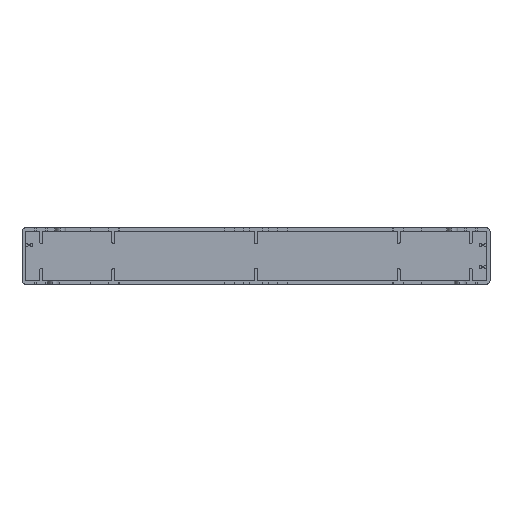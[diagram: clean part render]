
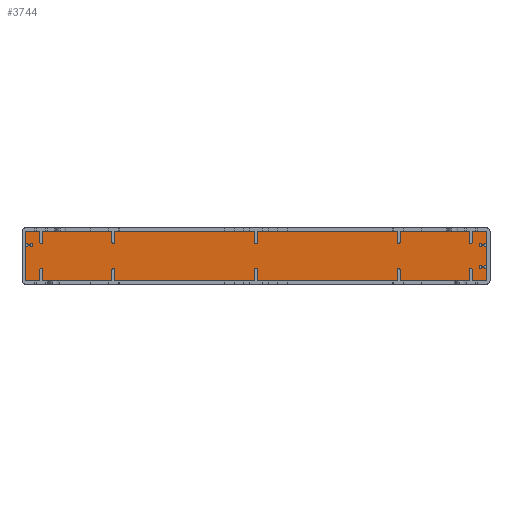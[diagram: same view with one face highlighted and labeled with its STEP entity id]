
A CAD part, front view. The second image highlights one B-rep face of the part: STEP entity #3744.
In plain terms, the highlighted face is planar.
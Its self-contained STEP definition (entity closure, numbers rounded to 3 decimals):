
#12 = CIRCLE ( 'NONE', #5346, 0.25 ) ;
#23 = ORIENTED_EDGE ( 'NONE', *, *, #2779, .T. ) ;
#105 = CARTESIAN_POINT ( 'NONE',  ( -37.166, -1.75, 0. ) ) ;
#121 = DIRECTION ( 'NONE',  ( 0., 0., -1. ) ) ;
#199 = CARTESIAN_POINT ( 'NONE',  ( -36.166, -1.75, 0. ) ) ;
#217 = ORIENTED_EDGE ( 'NONE', *, *, #5441, .T. ) ;
#236 = CARTESIAN_POINT ( 'NONE',  ( -36.666, 1.75, 0. ) ) ;
#333 = CARTESIAN_POINT ( 'NONE',  ( -36.416, 1.75, 0. ) ) ;
#457 = CARTESIAN_POINT ( 'NONE',  ( -37.416, 4., 0. ) ) ;
#511 = VERTEX_POINT ( 'NONE', #2625 ) ;
#622 = ORIENTED_EDGE ( 'NONE', *, *, #3444, .T. ) ;
#639 = EDGE_CURVE ( 'NONE', #5801, #3524, #2416, .T. ) ;
#652 = EDGE_CURVE ( 'NONE', #511, #704, #6031, .T. ) ;
#669 = DIRECTION ( 'NONE',  ( 0., 0., -1. ) ) ;
#704 = VERTEX_POINT ( 'NONE', #5896 ) ;
#841 = ORIENTED_EDGE ( 'NONE', *, *, #639, .F. ) ;
#983 = CIRCLE ( 'NONE', #4130, 0.25 ) ;
#1104 = CARTESIAN_POINT ( 'NONE',  ( 36.334, -1.75, 0. ) ) ;
#1108 = AXIS2_PLACEMENT_3D ( 'NONE', #4854, #2466, #4741 ) ;
#1147 = CARTESIAN_POINT ( 'NONE',  ( -36.916, 1.75, 0. ) ) ;
#1180 = DIRECTION ( 'NONE',  ( -1., 0., 0. ) ) ;
#1187 = VERTEX_POINT ( 'NONE', #3021 ) ;
#1266 = CIRCLE ( 'NONE', #6143, 0.25 ) ;
#1386 = FACE_BOUND ( 'NONE', #7156, .T. ) ;
#1496 = ORIENTED_EDGE ( 'NONE', *, *, #2071, .T. ) ;
#1501 = VERTEX_POINT ( 'NONE', #236 ) ;
#1533 = DIRECTION ( 'NONE',  ( -1., 0., 0. ) ) ;
#1648 = DIRECTION ( 'NONE',  ( -1., 0., 0. ) ) ;
#1670 = VERTEX_POINT ( 'NONE', #3527 ) ;
#1816 = CIRCLE ( 'NONE', #2542, 0.25 ) ;
#1825 = CARTESIAN_POINT ( 'NONE',  ( -36.416, -1.75, 0. ) ) ;
#1872 = FACE_BOUND ( 'NONE', #4747, .T. ) ;
#1887 = CARTESIAN_POINT ( 'NONE',  ( -37.416, -4., 0. ) ) ;
#1946 = AXIS2_PLACEMENT_3D ( 'NONE', #6691, #3669, #1988 ) ;
#1988 = DIRECTION ( 'NONE',  ( 1., 0., 0. ) ) ;
#1991 = CIRCLE ( 'NONE', #4296, 0.25 ) ;
#2071 = EDGE_CURVE ( 'NONE', #7277, #6229, #2352, .T. ) ;
#2105 = VERTEX_POINT ( 'NONE', #3691 ) ;
#2109 = LINE ( 'NONE', #5577, #3780 ) ;
#2125 = EDGE_LOOP ( 'NONE', ( #1496, #6369 ) ) ;
#2143 = EDGE_LOOP ( 'NONE', ( #6211, #3367 ) ) ;
#2264 = DIRECTION ( 'NONE',  ( 0., 0., -1. ) ) ;
#2273 = CARTESIAN_POINT ( 'NONE',  ( -37.416, 4., 0. ) ) ;
#2322 = ORIENTED_EDGE ( 'NONE', *, *, #3723, .T. ) ;
#2352 = CIRCLE ( 'NONE', #3934, 0.25 ) ;
#2392 = VERTEX_POINT ( 'NONE', #2931 ) ;
#2416 = LINE ( 'NONE', #4738, #5673 ) ;
#2455 = VERTEX_POINT ( 'NONE', #1147 ) ;
#2466 = DIRECTION ( 'NONE',  ( 0., 0., -1. ) ) ;
#2521 = FACE_BOUND ( 'NONE', #5166, .T. ) ;
#2542 = AXIS2_PLACEMENT_3D ( 'NONE', #3535, #5856, #4277 ) ;
#2556 = FACE_BOUND ( 'NONE', #2143, .T. ) ;
#2625 = CARTESIAN_POINT ( 'NONE',  ( -37.416, -1.75, 0. ) ) ;
#2677 = DIRECTION ( 'NONE',  ( 0., -1., 0. ) ) ;
#2779 = EDGE_CURVE ( 'NONE', #4149, #7269, #1991, .T. ) ;
#2831 = CIRCLE ( 'NONE', #5378, 0.25 ) ;
#2854 = LINE ( 'NONE', #2273, #7352 ) ;
#2924 = CARTESIAN_POINT ( 'NONE',  ( 36.584, 4., 0. ) ) ;
#2931 = CARTESIAN_POINT ( 'NONE',  ( 36.584, -1.75, 0. ) ) ;
#2952 = AXIS2_PLACEMENT_3D ( 'NONE', #5571, #3914, #5714 ) ;
#2959 = EDGE_CURVE ( 'NONE', #2105, #2455, #1266, .T. ) ;
#3021 = CARTESIAN_POINT ( 'NONE',  ( -37.416, -4., 0. ) ) ;
#3104 = AXIS2_PLACEMENT_3D ( 'NONE', #105, #669, #1180 ) ;
#3131 = FACE_BOUND ( 'NONE', #2125, .T. ) ;
#3197 = CIRCLE ( 'NONE', #2952, 0.25 ) ;
#3257 = EDGE_CURVE ( 'NONE', #2392, #4968, #5495, .T. ) ;
#3367 = ORIENTED_EDGE ( 'NONE', *, *, #3257, .T. ) ;
#3428 = DIRECTION ( 'NONE',  ( -1., 0., 0. ) ) ;
#3444 = EDGE_CURVE ( 'NONE', #3766, #1501, #7454, .T. ) ;
#3524 = VERTEX_POINT ( 'NONE', #2924 ) ;
#3527 = CARTESIAN_POINT ( 'NONE',  ( 36.584, -4., 0. ) ) ;
#3535 = CARTESIAN_POINT ( 'NONE',  ( 35.584, -1.75, 0. ) ) ;
#3561 = ORIENTED_EDGE ( 'NONE', *, *, #2959, .T. ) ;
#3571 = CARTESIAN_POINT ( 'NONE',  ( -36.666, -1.75, 0. ) ) ;
#3584 = DIRECTION ( 'NONE',  ( 1., 0., 0. ) ) ;
#3654 = ORIENTED_EDGE ( 'NONE', *, *, #4519, .T. ) ;
#3669 = DIRECTION ( 'NONE',  ( 0., 0., 1. ) ) ;
#3691 = CARTESIAN_POINT ( 'NONE',  ( -37.416, 1.75, 0. ) ) ;
#3723 = EDGE_CURVE ( 'NONE', #704, #511, #983, .T. ) ;
#3744 = ADVANCED_FACE ( 'NONE', ( #1872, #3131, #1386, #4339, #2556, #2521, #4796 ), #4873, .T. ) ;
#3766 = VERTEX_POINT ( 'NONE', #4227 ) ;
#3780 = VECTOR ( 'NONE', #2677, 1000. ) ;
#3799 = ORIENTED_EDGE ( 'NONE', *, *, #3827, .F. ) ;
#3827 = EDGE_CURVE ( 'NONE', #3524, #1670, #2109, .T. ) ;
#3899 = CARTESIAN_POINT ( 'NONE',  ( 36.084, -1.75, 0. ) ) ;
#3914 = DIRECTION ( 'NONE',  ( 0., 0., -1. ) ) ;
#3934 = AXIS2_PLACEMENT_3D ( 'NONE', #1825, #2264, #3584 ) ;
#4130 = AXIS2_PLACEMENT_3D ( 'NONE', #4911, #5507, #5389 ) ;
#4149 = VERTEX_POINT ( 'NONE', #4673 ) ;
#4151 = ORIENTED_EDGE ( 'NONE', *, *, #6296, .T. ) ;
#4227 = CARTESIAN_POINT ( 'NONE',  ( -36.166, 1.75, 0. ) ) ;
#4237 = LINE ( 'NONE', #1887, #6690 ) ;
#4277 = DIRECTION ( 'NONE',  ( 1., 0., 0. ) ) ;
#4296 = AXIS2_PLACEMENT_3D ( 'NONE', #5189, #121, #7065 ) ;
#4339 = FACE_OUTER_BOUND ( 'NONE', #5621, .T. ) ;
#4483 = DIRECTION ( 'NONE',  ( 0., 0., -1. ) ) ;
#4505 = ORIENTED_EDGE ( 'NONE', *, *, #5187, .F. ) ;
#4519 = EDGE_CURVE ( 'NONE', #2455, #2105, #2831, .T. ) ;
#4673 = CARTESIAN_POINT ( 'NONE',  ( 35.834, -1.75, 0. ) ) ;
#4738 = CARTESIAN_POINT ( 'NONE',  ( -37.416, 4., 0. ) ) ;
#4741 = DIRECTION ( 'NONE',  ( -1., 0., 0. ) ) ;
#4747 = EDGE_LOOP ( 'NONE', ( #23, #4151 ) ) ;
#4788 = CARTESIAN_POINT ( 'NONE',  ( -37.166, 1.75, 0. ) ) ;
#4796 = FACE_BOUND ( 'NONE', #4907, .T. ) ;
#4854 = CARTESIAN_POINT ( 'NONE',  ( 36.334, -1.75, 0. ) ) ;
#4873 = PLANE ( 'NONE',  #1946 ) ;
#4907 = EDGE_LOOP ( 'NONE', ( #7377, #2322 ) ) ;
#4911 = CARTESIAN_POINT ( 'NONE',  ( -37.166, -1.75, 0. ) ) ;
#4968 = VERTEX_POINT ( 'NONE', #3899 ) ;
#4975 = DIRECTION ( 'NONE',  ( 1., 0., 0. ) ) ;
#5119 = AXIS2_PLACEMENT_3D ( 'NONE', #333, #5596, #4975 ) ;
#5166 = EDGE_LOOP ( 'NONE', ( #3561, #3654 ) ) ;
#5187 = EDGE_CURVE ( 'NONE', #1187, #5801, #2854, .T. ) ;
#5189 = CARTESIAN_POINT ( 'NONE',  ( 35.584, -1.75, 0. ) ) ;
#5219 = AXIS2_PLACEMENT_3D ( 'NONE', #7234, #6012, #6085 ) ;
#5346 = AXIS2_PLACEMENT_3D ( 'NONE', #1104, #4483, #3428 ) ;
#5378 = AXIS2_PLACEMENT_3D ( 'NONE', #5692, #7503, #1648 ) ;
#5389 = DIRECTION ( 'NONE',  ( -1., 0., 0. ) ) ;
#5441 = EDGE_CURVE ( 'NONE', #1501, #3766, #3197, .T. ) ;
#5481 = CIRCLE ( 'NONE', #5219, 0.25 ) ;
#5495 = CIRCLE ( 'NONE', #1108, 0.25 ) ;
#5507 = DIRECTION ( 'NONE',  ( 0., 0., -1. ) ) ;
#5571 = CARTESIAN_POINT ( 'NONE',  ( -36.416, 1.75, 0. ) ) ;
#5577 = CARTESIAN_POINT ( 'NONE',  ( 36.584, 4., 0. ) ) ;
#5596 = DIRECTION ( 'NONE',  ( 0., 0., -1. ) ) ;
#5621 = EDGE_LOOP ( 'NONE', ( #3799, #841, #4505, #7548 ) ) ;
#5673 = VECTOR ( 'NONE', #6449, 1000. ) ;
#5692 = CARTESIAN_POINT ( 'NONE',  ( -37.166, 1.75, 0. ) ) ;
#5714 = DIRECTION ( 'NONE',  ( 1., 0., 0. ) ) ;
#5784 = DIRECTION ( 'NONE',  ( 0., 1., 0. ) ) ;
#5801 = VERTEX_POINT ( 'NONE', #457 ) ;
#5856 = DIRECTION ( 'NONE',  ( 0., 0., -1. ) ) ;
#5896 = CARTESIAN_POINT ( 'NONE',  ( -36.916, -1.75, 0. ) ) ;
#6012 = DIRECTION ( 'NONE',  ( 0., 0., -1. ) ) ;
#6031 = CIRCLE ( 'NONE', #3104, 0.25 ) ;
#6064 = DIRECTION ( 'NONE',  ( 0., 0., -1. ) ) ;
#6085 = DIRECTION ( 'NONE',  ( 1., 0., 0. ) ) ;
#6143 = AXIS2_PLACEMENT_3D ( 'NONE', #4788, #6064, #7105 ) ;
#6211 = ORIENTED_EDGE ( 'NONE', *, *, #6813, .T. ) ;
#6229 = VERTEX_POINT ( 'NONE', #3571 ) ;
#6296 = EDGE_CURVE ( 'NONE', #7269, #4149, #1816, .T. ) ;
#6325 = EDGE_CURVE ( 'NONE', #6229, #7277, #5481, .T. ) ;
#6369 = ORIENTED_EDGE ( 'NONE', *, *, #6325, .T. ) ;
#6449 = DIRECTION ( 'NONE',  ( 1., 0., 0. ) ) ;
#6506 = CARTESIAN_POINT ( 'NONE',  ( 35.334, -1.75, 0. ) ) ;
#6690 = VECTOR ( 'NONE', #1533, 1000. ) ;
#6691 = CARTESIAN_POINT ( 'NONE',  ( 0., 0., 0. ) ) ;
#6813 = EDGE_CURVE ( 'NONE', #4968, #2392, #12, .T. ) ;
#7027 = EDGE_CURVE ( 'NONE', #1670, #1187, #4237, .T. ) ;
#7065 = DIRECTION ( 'NONE',  ( 1., 0., 0. ) ) ;
#7105 = DIRECTION ( 'NONE',  ( -1., 0., 0. ) ) ;
#7156 = EDGE_LOOP ( 'NONE', ( #622, #217 ) ) ;
#7234 = CARTESIAN_POINT ( 'NONE',  ( -36.416, -1.75, 0. ) ) ;
#7269 = VERTEX_POINT ( 'NONE', #6506 ) ;
#7277 = VERTEX_POINT ( 'NONE', #199 ) ;
#7352 = VECTOR ( 'NONE', #5784, 1000. ) ;
#7377 = ORIENTED_EDGE ( 'NONE', *, *, #652, .T. ) ;
#7454 = CIRCLE ( 'NONE', #5119, 0.25 ) ;
#7503 = DIRECTION ( 'NONE',  ( 0., 0., -1. ) ) ;
#7548 = ORIENTED_EDGE ( 'NONE', *, *, #7027, .F. ) ;
